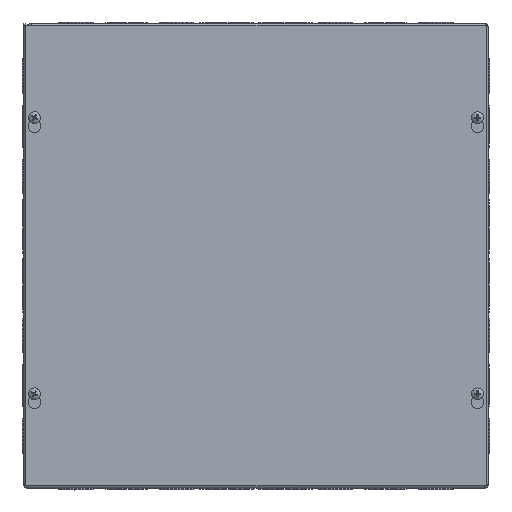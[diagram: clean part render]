
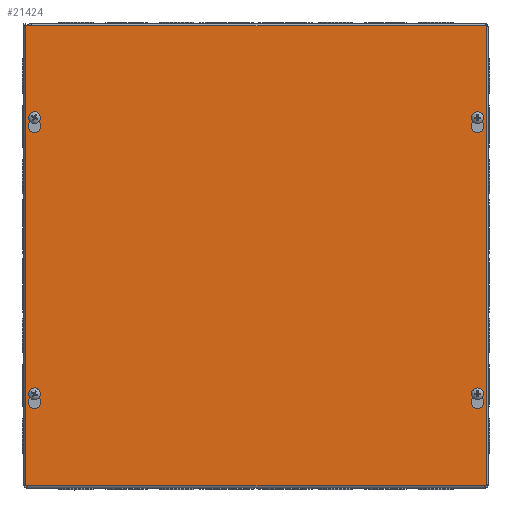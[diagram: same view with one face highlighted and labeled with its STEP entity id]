
A CAD part, top view. The second image highlights one B-rep face of the part: STEP entity #21424.
In plain terms, the highlighted planar face has unit normal (0, 0, 1).
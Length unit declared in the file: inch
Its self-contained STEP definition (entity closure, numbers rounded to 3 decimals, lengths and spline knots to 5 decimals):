
#2290=LINE($,#35110,#4420);
#2294=LINE($,#35120,#4424);
#2297=LINE($,#35128,#4427);
#2301=LINE($,#35140,#4431);
#2306=LINE($,#35158,#4436);
#2310=LINE($,#35168,#4440);
#2313=LINE($,#35176,#4443);
#2317=LINE($,#35188,#4447);
#2319=LINE($,#35196,#4449);
#2323=LINE($,#35204,#4453);
#2326=LINE($,#35210,#4456);
#2329=LINE($,#35215,#4459);
#4420=VECTOR($,#28213,0.26996);
#4424=VECTOR($,#28225,0.26996);
#4427=VECTOR($,#28230,0.26996);
#4431=VECTOR($,#28242,0.26996);
#4436=VECTOR($,#28261,0.26996);
#4440=VECTOR($,#28273,0.26996);
#4443=VECTOR($,#28278,0.26996);
#4447=VECTOR($,#28290,0.26996);
#4449=VECTOR($,#28300,15.);
#4453=VECTOR($,#28306,15.);
#4456=VECTOR($,#28311,15.);
#4459=VECTOR($,#28316,15.);
#5272=PLANE($,#23021);
#5851=FACE_BOUND($,#8301,.T.);
#5852=FACE_BOUND($,#8302,.T.);
#5853=FACE_BOUND($,#8303,.T.);
#5854=FACE_BOUND($,#8304,.T.);
#5855=FACE_BOUND($,#8305,.T.);
#8301=EDGE_LOOP($,(#18930,#18931,#18932,#18933));
#8302=EDGE_LOOP($,(#18934,#18935,#18936,#18937));
#8303=EDGE_LOOP($,(#18938,#18939,#18940,#18941));
#8304=EDGE_LOOP($,(#18942,#18943,#18944,#18945));
#8305=EDGE_LOOP($,(#18946,#18947,#18948,#18949));
#8780=CIRCLE($,#22987,0.203);
#8782=CIRCLE($,#22991,0.125);
#8784=CIRCLE($,#22996,0.125);
#8786=CIRCLE($,#23000,0.203);
#8788=CIRCLE($,#23003,0.203);
#8790=CIRCLE($,#23007,0.125);
#8792=CIRCLE($,#23012,0.125);
#8794=CIRCLE($,#23016,0.203);
#10485=VERTEX_POINT($,#35101);
#10486=VERTEX_POINT($,#35103);
#10488=VERTEX_POINT($,#35109);
#10490=VERTEX_POINT($,#35115);
#10493=VERTEX_POINT($,#35125);
#10494=VERTEX_POINT($,#35127);
#10496=VERTEX_POINT($,#35133);
#10498=VERTEX_POINT($,#35139);
#10501=VERTEX_POINT($,#35149);
#10502=VERTEX_POINT($,#35151);
#10504=VERTEX_POINT($,#35157);
#10506=VERTEX_POINT($,#35163);
#10509=VERTEX_POINT($,#35173);
#10510=VERTEX_POINT($,#35175);
#10512=VERTEX_POINT($,#35181);
#10514=VERTEX_POINT($,#35187);
#10515=VERTEX_POINT($,#35194);
#10516=VERTEX_POINT($,#35195);
#10519=VERTEX_POINT($,#35203);
#10521=VERTEX_POINT($,#35209);
#13161=EDGE_CURVE($,#10486,#10485,#8780,.T.);
#13164=EDGE_CURVE($,#10488,#10486,#2290,.T.);
#13167=EDGE_CURVE($,#10490,#10488,#8782,.T.);
#13170=EDGE_CURVE($,#10485,#10490,#2294,.T.);
#13173=EDGE_CURVE($,#10494,#10493,#2297,.T.);
#13176=EDGE_CURVE($,#10496,#10494,#8784,.T.);
#13179=EDGE_CURVE($,#10498,#10496,#2301,.T.);
#13182=EDGE_CURVE($,#10493,#10498,#8786,.T.);
#13185=EDGE_CURVE($,#10502,#10501,#8788,.T.);
#13188=EDGE_CURVE($,#10504,#10502,#2306,.T.);
#13191=EDGE_CURVE($,#10506,#10504,#8790,.T.);
#13194=EDGE_CURVE($,#10501,#10506,#2310,.T.);
#13197=EDGE_CURVE($,#10510,#10509,#2313,.T.);
#13200=EDGE_CURVE($,#10512,#10510,#8792,.T.);
#13203=EDGE_CURVE($,#10514,#10512,#2317,.T.);
#13206=EDGE_CURVE($,#10509,#10514,#8794,.T.);
#13207=EDGE_CURVE($,#10515,#10516,#2319,.T.);
#13211=EDGE_CURVE($,#10516,#10519,#2323,.T.);
#13214=EDGE_CURVE($,#10519,#10521,#2326,.T.);
#13217=EDGE_CURVE($,#10521,#10515,#2329,.T.);
#18930=ORIENTED_EDGE($,*,*,#13161,.T.);
#18931=ORIENTED_EDGE($,*,*,#13170,.T.);
#18932=ORIENTED_EDGE($,*,*,#13167,.T.);
#18933=ORIENTED_EDGE($,*,*,#13164,.T.);
#18934=ORIENTED_EDGE($,*,*,#13173,.T.);
#18935=ORIENTED_EDGE($,*,*,#13182,.T.);
#18936=ORIENTED_EDGE($,*,*,#13179,.T.);
#18937=ORIENTED_EDGE($,*,*,#13176,.T.);
#18938=ORIENTED_EDGE($,*,*,#13185,.T.);
#18939=ORIENTED_EDGE($,*,*,#13194,.T.);
#18940=ORIENTED_EDGE($,*,*,#13191,.T.);
#18941=ORIENTED_EDGE($,*,*,#13188,.T.);
#18942=ORIENTED_EDGE($,*,*,#13197,.T.);
#18943=ORIENTED_EDGE($,*,*,#13206,.T.);
#18944=ORIENTED_EDGE($,*,*,#13203,.T.);
#18945=ORIENTED_EDGE($,*,*,#13200,.T.);
#18946=ORIENTED_EDGE($,*,*,#13207,.F.);
#18947=ORIENTED_EDGE($,*,*,#13217,.F.);
#18948=ORIENTED_EDGE($,*,*,#13214,.F.);
#18949=ORIENTED_EDGE($,*,*,#13211,.F.);
#21424=ADVANCED_FACE($,(#5851,#5852,#5853,#5854,#5855),#5272,.T.);
#22987=AXIS2_PLACEMENT_3D($,#35104,#28207,#28208);
#22991=AXIS2_PLACEMENT_3D($,#35116,#28219,#28220);
#22996=AXIS2_PLACEMENT_3D($,#35134,#28236,#28237);
#23000=AXIS2_PLACEMENT_3D($,#35144,#28248,#28249);
#23003=AXIS2_PLACEMENT_3D($,#35152,#28255,#28256);
#23007=AXIS2_PLACEMENT_3D($,#35164,#28267,#28268);
#23012=AXIS2_PLACEMENT_3D($,#35182,#28284,#28285);
#23016=AXIS2_PLACEMENT_3D($,#35192,#28296,#28297);
#23021=AXIS2_PLACEMENT_3D($,#35217,#28318,#28319);
#28207=DIRECTION('center_axis',(0.,0.,-1.));
#28208=DIRECTION('ref_axis',(-0.961,0.278,0.));
#28213=DIRECTION($,(0.278,-0.961,0.));
#28219=DIRECTION('center_axis',(0.,0.,-1.));
#28220=DIRECTION('ref_axis',(0.961,0.278,0.));
#28225=DIRECTION($,(0.278,0.961,0.));
#28230=DIRECTION($,(0.278,-0.961,0.));
#28236=DIRECTION('center_axis',(0.,0.,-1.));
#28237=DIRECTION('ref_axis',(0.961,0.278,0.));
#28242=DIRECTION($,(0.278,0.961,0.));
#28248=DIRECTION('center_axis',(0.,0.,-1.));
#28249=DIRECTION('ref_axis',(-0.961,0.278,0.));
#28255=DIRECTION('center_axis',(0.,0.,-1.));
#28256=DIRECTION('ref_axis',(-0.961,0.278,0.));
#28261=DIRECTION($,(0.278,-0.961,0.));
#28267=DIRECTION('center_axis',(0.,0.,-1.));
#28268=DIRECTION('ref_axis',(0.961,0.278,0.));
#28273=DIRECTION($,(0.278,0.961,0.));
#28278=DIRECTION($,(0.278,-0.961,0.));
#28284=DIRECTION('center_axis',(0.,0.,-1.));
#28285=DIRECTION('ref_axis',(0.961,0.278,0.));
#28290=DIRECTION($,(0.278,0.961,0.));
#28296=DIRECTION('center_axis',(0.,0.,-1.));
#28297=DIRECTION('ref_axis',(-0.961,0.278,0.));
#28300=DIRECTION($,(0.,-1.,0.));
#28306=DIRECTION($,(-1.,0.,0.));
#28311=DIRECTION($,(0.,1.,0.));
#28316=DIRECTION($,(1.,0.,0.));
#28318=DIRECTION('center_axis',(0.,0.,1.));
#28319=DIRECTION('ref_axis',(1.,0.,0.));
#35101=CARTESIAN_POINT('',(7.02373,-4.72465,0.062));
#35103=CARTESIAN_POINT('',(7.41377,-4.72465,0.062));
#35104=CARTESIAN_POINT('Origin',(7.21875,-4.781,0.062));
#35109=CARTESIAN_POINT('',(7.33884,-4.4653,0.062));
#35110=CARTESIAN_POINT($,(6.49819,-1.55582,0.062));
#35115=CARTESIAN_POINT('',(7.09866,-4.4653,0.062));
#35116=CARTESIAN_POINT('Origin',(7.21875,-4.5,0.062));
#35120=CARTESIAN_POINT($,(7.42057,-3.35119,0.062));
#35125=CARTESIAN_POINT('',(-7.02373,-4.72465,0.062));
#35127=CARTESIAN_POINT('',(-7.09866,-4.4653,0.062));
#35128=CARTESIAN_POINT($,(-7.3831,-3.48086,0.062));
#35133=CARTESIAN_POINT('',(-7.33884,-4.4653,0.062));
#35134=CARTESIAN_POINT('Origin',(-7.21875,-4.5,0.062));
#35139=CARTESIAN_POINT('',(-7.41377,-4.72465,0.062));
#35140=CARTESIAN_POINT($,(-6.46072,-1.42615,0.062));
#35144=CARTESIAN_POINT('Origin',(-7.21875,-4.781,0.062));
#35149=CARTESIAN_POINT('',(7.02373,4.27535,0.062));
#35151=CARTESIAN_POINT('',(7.41377,4.27535,0.062));
#35152=CARTESIAN_POINT('Origin',(7.21875,4.219,0.062));
#35157=CARTESIAN_POINT('',(7.33884,4.5347,0.062));
#35158=CARTESIAN_POINT($,(7.69821,3.29091,0.062));
#35163=CARTESIAN_POINT('',(7.09866,4.5347,0.062));
#35164=CARTESIAN_POINT('Origin',(7.21875,4.5,0.062));
#35168=CARTESIAN_POINT($,(6.22055,1.49554,0.062));
#35173=CARTESIAN_POINT('',(-7.02373,4.27535,0.062));
#35175=CARTESIAN_POINT('',(-7.09866,4.5347,0.062));
#35176=CARTESIAN_POINT($,(-6.18308,1.36587,0.062));
#35181=CARTESIAN_POINT('',(-7.33884,4.5347,0.062));
#35182=CARTESIAN_POINT('Origin',(-7.21875,4.5,0.062));
#35187=CARTESIAN_POINT('',(-7.41377,4.27535,0.062));
#35188=CARTESIAN_POINT($,(-7.66074,3.42058,0.062));
#35192=CARTESIAN_POINT('Origin',(-7.21875,4.219,0.062));
#35194=CARTESIAN_POINT('',(7.5,7.5,0.062));
#35195=CARTESIAN_POINT('',(7.5,-7.5,0.062));
#35196=CARTESIAN_POINT($,(7.5,7.5,0.062));
#35203=CARTESIAN_POINT('',(-7.5,-7.5,0.062));
#35204=CARTESIAN_POINT($,(7.5,-7.5,0.062));
#35209=CARTESIAN_POINT('',(-7.5,7.5,0.062));
#35210=CARTESIAN_POINT($,(-7.5,-7.5,0.062));
#35215=CARTESIAN_POINT($,(-7.5,7.5,0.062));
#35217=CARTESIAN_POINT('Origin',(0.,0.,
0.062));
